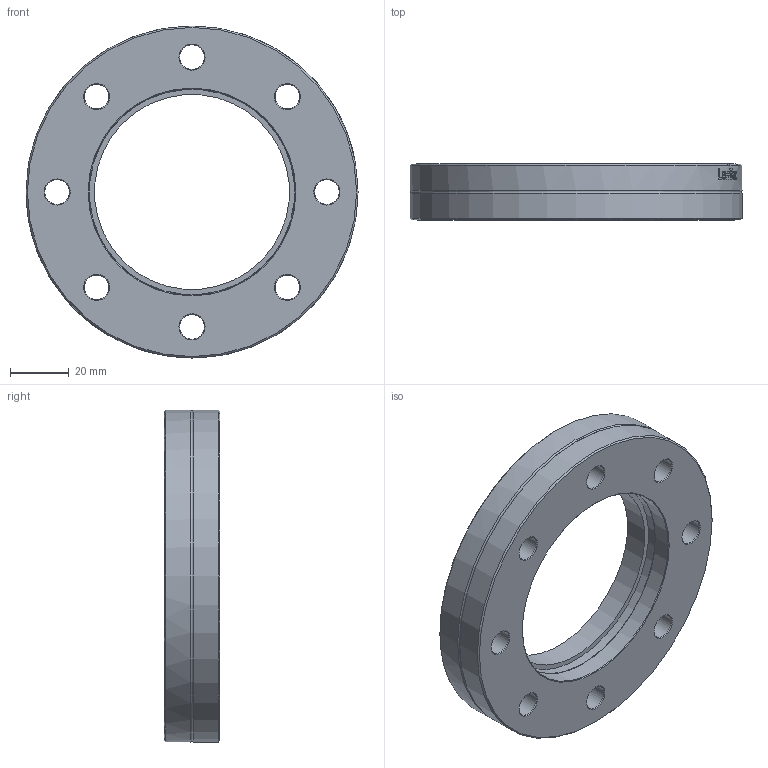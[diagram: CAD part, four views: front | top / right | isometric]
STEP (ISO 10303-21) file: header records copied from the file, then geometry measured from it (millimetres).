
FILE_DESCRIPTION(/* description */ (''),/* implementation_level */ '2;1');
FILE_NAME(/* name */ 'FL-63CFRT-70.stp',/* time_stamp */ '2018-01-15T13:36:54+00:00',/* author */ ('paul'),/* organization */ (''),/* preprocessor_version */ 'ST-DEVELOPER v16.13',/* originating_system */ 'Autodesk Inventor 2018',/* authorisation */ '');
FILE_SCHEMA (('AUTOMOTIVE_DESIGN { 1 0 10303 214 3 1 1 }'));
Length unit declared in the file: millimetre
Products named in the file (3): FL-63CFRT-70; FL-63CF-OUT; FL-63CF-IN70
Assembly tree (2 placements, depth 2):
  FL-63CFRT-70
    FL-63CF-OUT
    FL-63CF-IN70
Bounding box: 113.5 x 19.1 x 113.5 mm (x, y, z)
Volume: 111479.7 mm3; surface area: 35886.6 mm2
Topology: 2 solids, 2 shells, 139 faces, 364 edges, 238 vertices
Faces by surface type: bspline 53, plane 37, cylinder 25, cone 23, torus 1
Full cylindrical faces by diameter (mm): 8.4 x8, 66.7 x1, 70.2 x1, 70.5 x1, 82.3 x1, 82.5 x1, 113.5 x2
Entity records: 15634 total; most frequent: CARTESIAN_POINT 12513, ORIENTED_EDGE 634, DIRECTION 523, EDGE_CURVE 317, VERTEX_POINT 228, EDGE_LOOP 205, AXIS2_PLACEMENT_3D 204, FACE_OUTER_BOUND 139
